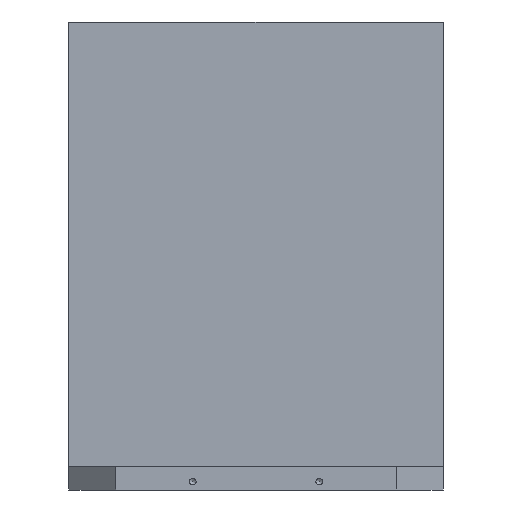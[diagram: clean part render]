
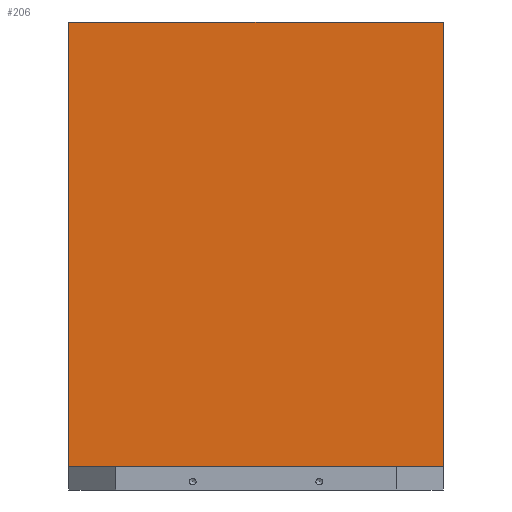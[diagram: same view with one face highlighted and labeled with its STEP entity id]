
A CAD part, front view. The second image highlights one B-rep face of the part: STEP entity #206.
In plain terms, the highlighted planar face has unit normal (0, -1, 0).
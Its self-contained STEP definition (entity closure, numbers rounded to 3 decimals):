
#206 = ADVANCED_FACE( '', ( #609 ), #610, .F. );
#609 = FACE_OUTER_BOUND( '', #1308, .T. );
#610 = PLANE( '', #1309 );
#1308 = EDGE_LOOP( '', ( #2767, #2768, #2769, #2770 ) );
#1309 = AXIS2_PLACEMENT_3D( '', #2771, #2772, #2773 );
#2767 = ORIENTED_EDGE( '', *, *, #3828, .F. );
#2768 = ORIENTED_EDGE( '', *, *, #4044, .F. );
#2769 = ORIENTED_EDGE( '', *, *, #4016, .T. );
#2770 = ORIENTED_EDGE( '', *, *, #3821, .T. );
#2771 = CARTESIAN_POINT( '', ( -400., -150., 1000. ) );
#2772 = DIRECTION( '', ( 0., 1., 0. ) );
#2773 = DIRECTION( '', ( 0., 0., 1. ) );
#3821 = EDGE_CURVE( '', #4632, #4630, #4633, .T. );
#3828 = EDGE_CURVE( '', #4642, #4630, #4644, .T. );
#4016 = EDGE_CURVE( '', #4932, #4632, #4933, .T. );
#4044 = EDGE_CURVE( '', #4932, #4642, #4978, .T. );
#4630 = VERTEX_POINT( '', #7252 );
#4632 = VERTEX_POINT( '', #7255 );
#4633 = LINE( '', #7256, #7257 );
#4642 = VERTEX_POINT( '', #7270 );
#4644 = LINE( '', #7273, #7274 );
#4932 = VERTEX_POINT( '', #7881 );
#4933 = LINE( '', #7882, #7883 );
#4978 = LINE( '', #7939, #7940 );
#7252 = CARTESIAN_POINT( '', ( 400., -150., 50. ) );
#7255 = CARTESIAN_POINT( '', ( -400., -150., 50. ) );
#7256 = CARTESIAN_POINT( '', ( -400., -150., 50. ) );
#7257 = VECTOR( '', #8642, 1000. );
#7270 = CARTESIAN_POINT( '', ( 400., -150., 1000. ) );
#7273 = CARTESIAN_POINT( '', ( 400., -150., 1000. ) );
#7274 = VECTOR( '', #8651, 1000. );
#7881 = CARTESIAN_POINT( '', ( -400., -150., 1000. ) );
#7882 = CARTESIAN_POINT( '', ( -400., -150., 1000. ) );
#7883 = VECTOR( '', #8988, 1000. );
#7939 = CARTESIAN_POINT( '', ( -400., -150., 1000. ) );
#7940 = VECTOR( '', #9048, 1000. );
#8642 = DIRECTION( '', ( 1., 0., 0. ) );
#8651 = DIRECTION( '', ( 0., 0., -1. ) );
#8988 = DIRECTION( '', ( 0., 0., -1. ) );
#9048 = DIRECTION( '', ( 1., 0., 0. ) );
